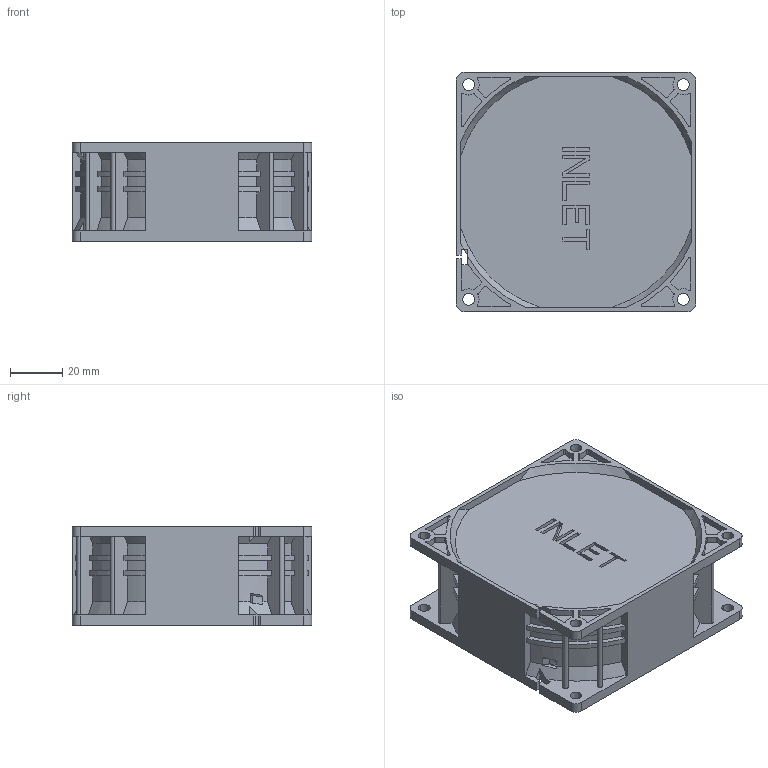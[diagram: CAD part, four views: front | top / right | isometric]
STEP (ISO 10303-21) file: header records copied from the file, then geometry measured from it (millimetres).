
FILE_DESCRIPTION((''),'2;1');
FILE_NAME('PFB0924GHEP0','2022-12-20T09:03:47',('ALAN.KAO'),(''),'CREO PARAMETRIC BY PTC INC, 2020454','CREO PARAMETRIC BY PTC INC, 2020454','');
FILE_SCHEMA(('CONFIG_CONTROL_DESIGN'));
Length unit declared in the file: millimetre
Products named in the file (1): PFB0924GHEP0
Bounding box: 92 x 92 x 38.05 mm (x, y, z)
Volume: 229855 mm3; surface area: 41881.9 mm2
Topology: 1 solids, 1 shells, 596 faces, 1797 edges, 1224 vertices
Faces by surface type: plane 322, cylinder 197, bspline 43, cone 32, torus 2
Entity records: 22320 total; most frequent: CARTESIAN_POINT 6039, ORIENTED_EDGE 3594, DIRECTION 3227, EDGE_CURVE 1797, VERTEX_POINT 1224, AXIS2_PLACEMENT_3D 1093, VECTOR 1041, LINE 1041
